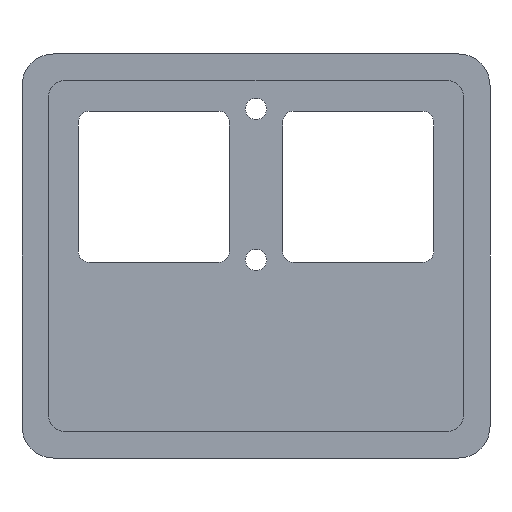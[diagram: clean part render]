
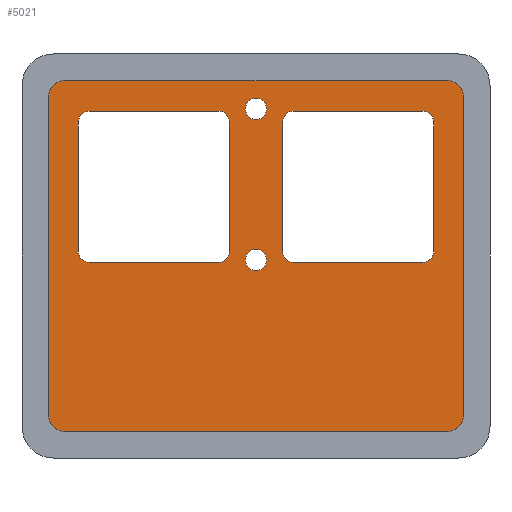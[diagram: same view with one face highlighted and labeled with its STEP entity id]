
A CAD part, front view. The second image highlights one B-rep face of the part: STEP entity #5021.
In plain terms, the highlighted planar face has unit normal (0, -1, 0).
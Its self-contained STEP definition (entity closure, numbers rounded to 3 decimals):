
#27=CIRCLE('',#5186,1.5);
#43=CIRCLE('',#5216,1.5);
#45=CIRCLE('',#5220,1.5);
#47=CIRCLE('',#5223,1.5);
#48=CIRCLE('',#5224,1.);
#49=CIRCLE('',#5225,1.);
#50=CIRCLE('',#5226,1.);
#51=CIRCLE('',#5227,1.);
#52=CIRCLE('',#5228,1.);
#53=CIRCLE('',#5229,1.);
#54=CIRCLE('',#5230,1.);
#55=CIRCLE('',#5231,1.);
#56=CIRCLE('',#5232,1.);
#57=CIRCLE('',#5233,1.);
#120=FACE_BOUND('',#782,.T.);
#121=FACE_BOUND('',#783,.T.);
#122=FACE_BOUND('',#784,.T.);
#123=FACE_BOUND('',#785,.T.);
#239=PLANE('',#5222);
#492=FACE_OUTER_BOUND('',#781,.T.);
#781=EDGE_LOOP('',(#4465,#4466,#4467,#4468,#4469,#4470,#4471,#4472));
#782=EDGE_LOOP('',(#4473,#4474,#4475,#4476,#4477,#4478,#4479,#4480));
#783=EDGE_LOOP('',(#4481));
#784=EDGE_LOOP('',(#4482,#4483,#4484,#4485,#4486,#4487,#4488,#4489));
#785=EDGE_LOOP('',(#4490));
#1225=LINE('',#9390,#1684);
#1228=LINE('',#9401,#1687);
#1229=LINE('',#9403,#1688);
#1230=LINE('',#9406,#1689);
#1231=LINE('',#9409,#1690);
#1232=LINE('',#9413,#1691);
#1233=LINE('',#9417,#1692);
#1234=LINE('',#9421,#1693);
#1235=LINE('',#9427,#1694);
#1236=LINE('',#9431,#1695);
#1237=LINE('',#9435,#1696);
#1238=LINE('',#9439,#1697);
#1684=VECTOR('',#5980,10.);
#1687=VECTOR('',#5991,10.);
#1688=VECTOR('',#5992,10.);
#1689=VECTOR('',#5995,10.);
#1690=VECTOR('',#5996,10.);
#1691=VECTOR('',#5999,10.);
#1692=VECTOR('',#6002,10.);
#1693=VECTOR('',#6005,10.);
#1694=VECTOR('',#6010,10.);
#1695=VECTOR('',#6013,10.);
#1696=VECTOR('',#6016,10.);
#1697=VECTOR('',#6019,10.);
#2373=VERTEX_POINT('',#9297);
#2374=VERTEX_POINT('',#9299);
#2401=VERTEX_POINT('',#9380);
#2402=VERTEX_POINT('',#9381);
#2405=VERTEX_POINT('',#9392);
#2406=VERTEX_POINT('',#9393);
#2409=VERTEX_POINT('',#9402);
#2410=VERTEX_POINT('',#9404);
#2411=VERTEX_POINT('',#9407);
#2412=VERTEX_POINT('',#9408);
#2413=VERTEX_POINT('',#9410);
#2414=VERTEX_POINT('',#9412);
#2415=VERTEX_POINT('',#9414);
#2416=VERTEX_POINT('',#9416);
#2417=VERTEX_POINT('',#9418);
#2418=VERTEX_POINT('',#9420);
#2419=VERTEX_POINT('',#9423);
#2420=VERTEX_POINT('',#9425);
#2421=VERTEX_POINT('',#9426);
#2422=VERTEX_POINT('',#9428);
#2423=VERTEX_POINT('',#9430);
#2424=VERTEX_POINT('',#9432);
#2425=VERTEX_POINT('',#9434);
#2426=VERTEX_POINT('',#9436);
#2427=VERTEX_POINT('',#9438);
#2428=VERTEX_POINT('',#9441);
#3062=EDGE_CURVE('',#2374,#2373,#27,.T.);
#3102=EDGE_CURVE('',#2401,#2402,#43,.T.);
#3107=EDGE_CURVE('',#2373,#2401,#1225,.T.);
#3108=EDGE_CURVE('',#2405,#2406,#45,.T.);
#3112=EDGE_CURVE('',#2402,#2405,#1228,.T.);
#3113=EDGE_CURVE('',#2406,#2409,#1229,.T.);
#3114=EDGE_CURVE('',#2409,#2410,#47,.T.);
#3115=EDGE_CURVE('',#2410,#2374,#1230,.T.);
#3116=EDGE_CURVE('',#2411,#2412,#1231,.T.);
#3117=EDGE_CURVE('',#2413,#2412,#48,.T.);
#3118=EDGE_CURVE('',#2413,#2414,#1232,.T.);
#3119=EDGE_CURVE('',#2415,#2414,#49,.T.);
#3120=EDGE_CURVE('',#2415,#2416,#1233,.T.);
#3121=EDGE_CURVE('',#2417,#2416,#50,.T.);
#3122=EDGE_CURVE('',#2417,#2418,#1234,.T.);
#3123=EDGE_CURVE('',#2411,#2418,#51,.T.);
#3124=EDGE_CURVE('',#2419,#2419,#52,.T.);
#3125=EDGE_CURVE('',#2420,#2421,#1235,.T.);
#3126=EDGE_CURVE('',#2422,#2421,#53,.T.);
#3127=EDGE_CURVE('',#2422,#2423,#1236,.T.);
#3128=EDGE_CURVE('',#2424,#2423,#54,.T.);
#3129=EDGE_CURVE('',#2424,#2425,#1237,.T.);
#3130=EDGE_CURVE('',#2426,#2425,#55,.T.);
#3131=EDGE_CURVE('',#2426,#2427,#1238,.T.);
#3132=EDGE_CURVE('',#2420,#2427,#56,.T.);
#3133=EDGE_CURVE('',#2428,#2428,#57,.T.);
#4465=ORIENTED_EDGE('',*,*,#3102,.T.);
#4466=ORIENTED_EDGE('',*,*,#3112,.T.);
#4467=ORIENTED_EDGE('',*,*,#3108,.T.);
#4468=ORIENTED_EDGE('',*,*,#3113,.T.);
#4469=ORIENTED_EDGE('',*,*,#3114,.T.);
#4470=ORIENTED_EDGE('',*,*,#3115,.T.);
#4471=ORIENTED_EDGE('',*,*,#3062,.T.);
#4472=ORIENTED_EDGE('',*,*,#3107,.T.);
#4473=ORIENTED_EDGE('',*,*,#3116,.T.);
#4474=ORIENTED_EDGE('',*,*,#3117,.F.);
#4475=ORIENTED_EDGE('',*,*,#3118,.T.);
#4476=ORIENTED_EDGE('',*,*,#3119,.F.);
#4477=ORIENTED_EDGE('',*,*,#3120,.T.);
#4478=ORIENTED_EDGE('',*,*,#3121,.F.);
#4479=ORIENTED_EDGE('',*,*,#3122,.T.);
#4480=ORIENTED_EDGE('',*,*,#3123,.F.);
#4481=ORIENTED_EDGE('',*,*,#3124,.T.);
#4482=ORIENTED_EDGE('',*,*,#3125,.T.);
#4483=ORIENTED_EDGE('',*,*,#3126,.F.);
#4484=ORIENTED_EDGE('',*,*,#3127,.T.);
#4485=ORIENTED_EDGE('',*,*,#3128,.F.);
#4486=ORIENTED_EDGE('',*,*,#3129,.T.);
#4487=ORIENTED_EDGE('',*,*,#3130,.F.);
#4488=ORIENTED_EDGE('',*,*,#3131,.T.);
#4489=ORIENTED_EDGE('',*,*,#3132,.F.);
#4490=ORIENTED_EDGE('',*,*,#3133,.T.);
#5021=ADVANCED_FACE('',(#492,#120,#121,#122,#123),#239,.F.);
#5186=AXIS2_PLACEMENT_3D('',#9300,#5887,#5888);
#5216=AXIS2_PLACEMENT_3D('',#9382,#5971,#5972);
#5220=AXIS2_PLACEMENT_3D('',#9394,#5983,#5984);
#5222=AXIS2_PLACEMENT_3D('',#9400,#5989,#5990);
#5223=AXIS2_PLACEMENT_3D('',#9405,#5993,#5994);
#5224=AXIS2_PLACEMENT_3D('',#9411,#5997,#5998);
#5225=AXIS2_PLACEMENT_3D('',#9415,#6000,#6001);
#5226=AXIS2_PLACEMENT_3D('',#9419,#6003,#6004);
#5227=AXIS2_PLACEMENT_3D('',#9422,#6006,#6007);
#5228=AXIS2_PLACEMENT_3D('',#9424,#6008,#6009);
#5229=AXIS2_PLACEMENT_3D('',#9429,#6011,#6012);
#5230=AXIS2_PLACEMENT_3D('',#9433,#6014,#6015);
#5231=AXIS2_PLACEMENT_3D('',#9437,#6017,#6018);
#5232=AXIS2_PLACEMENT_3D('',#9440,#6020,#6021);
#5233=AXIS2_PLACEMENT_3D('',#9442,#6022,#6023);
#5887=DIRECTION('center_axis',(0.,-1.,0.));
#5888=DIRECTION('ref_axis',(-0.707,0.,-0.707));
#5971=DIRECTION('center_axis',(0.,-1.,0.));
#5972=DIRECTION('ref_axis',(0.707,0.,-0.707));
#5980=DIRECTION('',(1.,0.,0.));
#5983=DIRECTION('center_axis',(0.,-1.,0.));
#5984=DIRECTION('ref_axis',(0.707,0.,0.707));
#5989=DIRECTION('center_axis',(0.,1.,0.));
#5990=DIRECTION('ref_axis',(-1.,0.,0.));
#5991=DIRECTION('',(0.,0.,1.));
#5992=DIRECTION('',(-1.,0.,0.));
#5993=DIRECTION('center_axis',(0.,-1.,0.));
#5994=DIRECTION('ref_axis',(-0.707,0.,0.707));
#5995=DIRECTION('',(0.,0.,-1.));
#5996=DIRECTION('',(1.,0.,0.));
#5997=DIRECTION('center_axis',(0.,-1.,0.));
#5998=DIRECTION('ref_axis',(0.707,0.,0.707));
#5999=DIRECTION('',(0.,0.,-1.));
#6000=DIRECTION('center_axis',(0.,-1.,0.));
#6001=DIRECTION('ref_axis',(0.707,0.,-0.707));
#6002=DIRECTION('',(-1.,0.,0.));
#6003=DIRECTION('center_axis',(0.,-1.,0.));
#6004=DIRECTION('ref_axis',(-0.707,0.,-0.707));
#6005=DIRECTION('',(0.,0.,1.));
#6006=DIRECTION('center_axis',(0.,-1.,0.));
#6007=DIRECTION('ref_axis',(-0.707,0.,0.707));
#6008=DIRECTION('center_axis',(0.,1.,0.));
#6009=DIRECTION('ref_axis',(-1.,0.,0.));
#6010=DIRECTION('',(0.,0.,-1.));
#6011=DIRECTION('center_axis',(0.,-1.,0.));
#6012=DIRECTION('ref_axis',(0.707,0.,-0.707));
#6013=DIRECTION('',(-1.,0.,0.));
#6014=DIRECTION('center_axis',(0.,-1.,0.));
#6015=DIRECTION('ref_axis',(-0.707,0.,-0.707));
#6016=DIRECTION('',(0.,0.,1.));
#6017=DIRECTION('center_axis',(0.,-1.,0.));
#6018=DIRECTION('ref_axis',(-0.707,0.,0.707));
#6019=DIRECTION('',(1.,0.,0.));
#6020=DIRECTION('center_axis',(0.,-1.,0.));
#6021=DIRECTION('ref_axis',(0.707,0.,0.707));
#6022=DIRECTION('center_axis',(0.,1.,0.));
#6023=DIRECTION('ref_axis',(-1.,0.,0.));
#9297=CARTESIAN_POINT('',(4.,-0.5,2.5));
#9299=CARTESIAN_POINT('',(2.5,-0.5,4.));
#9300=CARTESIAN_POINT('Origin',(4.,-0.5,4.));
#9380=CARTESIAN_POINT('',(40.,-0.5,2.5));
#9381=CARTESIAN_POINT('',(41.5,-0.5,4.));
#9382=CARTESIAN_POINT('Origin',(40.,-0.5,4.));
#9390=CARTESIAN_POINT('',(2.5,-0.5,2.5));
#9392=CARTESIAN_POINT('',(41.5,-0.5,34.));
#9393=CARTESIAN_POINT('',(40.,-0.5,35.5));
#9394=CARTESIAN_POINT('Origin',(40.,-0.5,34.));
#9400=CARTESIAN_POINT('Origin',(22.,-0.5,19.));
#9401=CARTESIAN_POINT('',(41.5,-0.5,2.5));
#9402=CARTESIAN_POINT('',(4.,-0.5,35.5));
#9403=CARTESIAN_POINT('',(41.5,-0.5,35.5));
#9404=CARTESIAN_POINT('',(2.5,-0.5,34.));
#9405=CARTESIAN_POINT('Origin',(4.,-0.5,34.));
#9406=CARTESIAN_POINT('',(2.5,-0.5,35.5));
#9407=CARTESIAN_POINT('',(6.3,-0.5,32.6));
#9408=CARTESIAN_POINT('',(18.5,-0.5,32.6));
#9409=CARTESIAN_POINT('',(19.5,-0.5,32.6));
#9410=CARTESIAN_POINT('',(19.5,-0.5,31.6));
#9411=CARTESIAN_POINT('Origin',(18.5,-0.5,31.6));
#9412=CARTESIAN_POINT('',(19.5,-0.5,19.4));
#9413=CARTESIAN_POINT('',(19.5,-0.5,18.4));
#9414=CARTESIAN_POINT('',(18.5,-0.5,18.4));
#9415=CARTESIAN_POINT('Origin',(18.5,-0.5,19.4));
#9416=CARTESIAN_POINT('',(6.3,-0.5,18.4));
#9417=CARTESIAN_POINT('',(5.3,-0.5,18.4));
#9418=CARTESIAN_POINT('',(5.3,-0.5,19.4));
#9419=CARTESIAN_POINT('Origin',(6.3,-0.5,19.4));
#9420=CARTESIAN_POINT('',(5.3,-0.5,31.6));
#9421=CARTESIAN_POINT('',(5.3,-0.5,32.6));
#9422=CARTESIAN_POINT('Origin',(6.3,-0.5,31.6));
#9423=CARTESIAN_POINT('',(23.,-0.5,32.825));
#9424=CARTESIAN_POINT('Origin',(22.,-0.5,32.825));
#9425=CARTESIAN_POINT('',(38.7,-0.5,31.6));
#9426=CARTESIAN_POINT('',(38.7,-0.5,19.4));
#9427=CARTESIAN_POINT('',(38.7,-0.5,18.4));
#9428=CARTESIAN_POINT('',(37.7,-0.5,18.4));
#9429=CARTESIAN_POINT('Origin',(37.7,-0.5,19.4));
#9430=CARTESIAN_POINT('',(25.5,-0.5,18.4));
#9431=CARTESIAN_POINT('',(24.5,-0.5,18.4));
#9432=CARTESIAN_POINT('',(24.5,-0.5,19.4));
#9433=CARTESIAN_POINT('Origin',(25.5,-0.5,19.4));
#9434=CARTESIAN_POINT('',(24.5,-0.5,31.6));
#9435=CARTESIAN_POINT('',(24.5,-0.5,32.6));
#9436=CARTESIAN_POINT('',(25.5,-0.5,32.6));
#9437=CARTESIAN_POINT('Origin',(25.5,-0.5,31.6));
#9438=CARTESIAN_POINT('',(37.7,-0.5,32.6));
#9439=CARTESIAN_POINT('',(38.7,-0.5,32.6));
#9440=CARTESIAN_POINT('Origin',(37.7,-0.5,31.6));
#9441=CARTESIAN_POINT('',(23.,-0.5,18.625));
#9442=CARTESIAN_POINT('Origin',(22.,-0.5,18.625));
